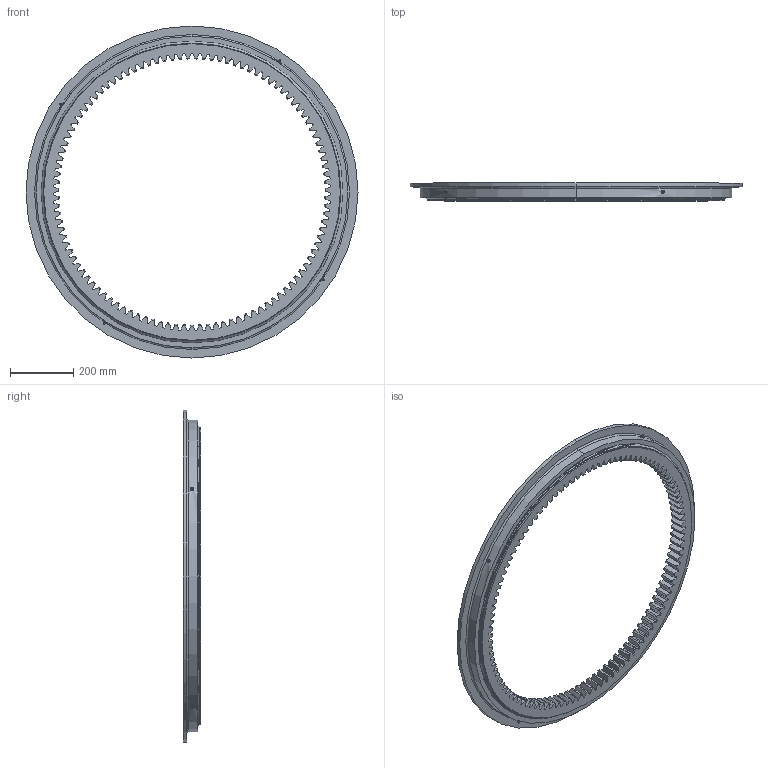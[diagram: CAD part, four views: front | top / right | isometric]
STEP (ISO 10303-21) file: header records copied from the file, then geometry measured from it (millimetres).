
FILE_DESCRIPTION (( 'STEP AP203' ), '1' );
FILE_NAME ('22-0941-00.STEP', '2017-12-28T07:13:31', ( 'defontaine' ), ( 'Hewlett-Packard Company' ), 'SwSTEP 2.0', 'SolidWorks 2016', '' );
FILE_SCHEMA (( 'CONFIG_CONTROL_DESIGN' ));
Length unit declared in the file: millimetre
Products named in the file (1): 22-0941-00
Bounding box: 1048 x 56 x 1048 mm (x, y, z)
Volume: 8534700.9 mm3; surface area: 1470660.7 mm2
Topology: 9 solids, 9 shells, 799 faces, 2259 edges, 1493 vertices
Faces by surface type: plane 267, cylinder 247, cone 247, torus 28, sphere 10
Entity records: 27039 total; most frequent: CARTESIAN_POINT 6338, ORIENTED_EDGE 4508, DIRECTION 4226, EDGE_CURVE 2254, AXIS2_PLACEMENT_3D 1616, VERTEX_POINT 1490, VECTOR 994, LINE 994
